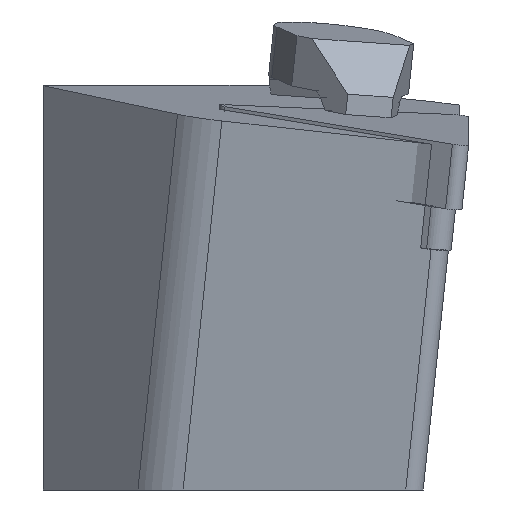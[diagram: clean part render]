
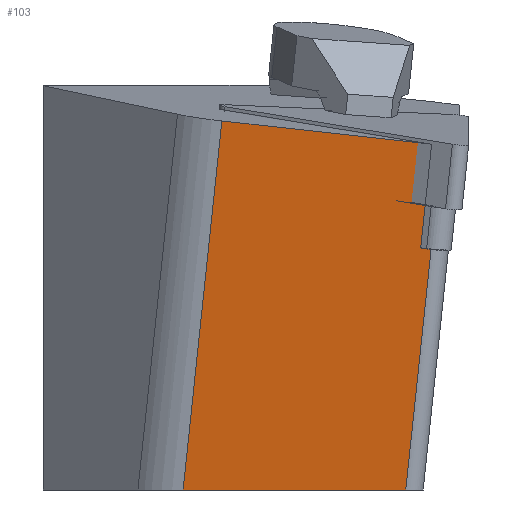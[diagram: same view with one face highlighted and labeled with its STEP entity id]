
A CAD part, left-side view. The second image highlights one B-rep face of the part: STEP entity #103.
In plain terms, the highlighted planar face has unit normal (-0.993, 0.063, -0.098).
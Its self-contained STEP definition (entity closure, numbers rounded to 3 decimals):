
#103=ADVANCED_FACE('',(#190),#152,.F.);
#152=PLANE('',#982);
#190=FACE_OUTER_BOUND('',#241,.T.);
#241=EDGE_LOOP('',(#367,#368,#369,#370,#371,#372,#373));
#367=ORIENTED_EDGE('',*,*,#680,.F.);
#368=ORIENTED_EDGE('',*,*,#681,.T.);
#369=ORIENTED_EDGE('',*,*,#627,.T.);
#370=ORIENTED_EDGE('',*,*,#647,.F.);
#371=ORIENTED_EDGE('',*,*,#682,.T.);
#372=ORIENTED_EDGE('',*,*,#666,.F.);
#373=ORIENTED_EDGE('',*,*,#649,.F.);
#541=VERTEX_POINT('',#1303);
#542=VERTEX_POINT('',#1305);
#558=VERTEX_POINT('',#1343);
#559=VERTEX_POINT('',#1347);
#561=VERTEX_POINT('',#1350);
#569=VERTEX_POINT('',#1372);
#579=VERTEX_POINT('',#1411);
#627=EDGE_CURVE('',#542,#541,#758,.T.);
#647=EDGE_CURVE('',#558,#541,#774,.T.);
#649=EDGE_CURVE('',#559,#561,#775,.T.);
#666=EDGE_CURVE('',#561,#569,#790,.T.);
#680=EDGE_CURVE('',#579,#559,#804,.T.);
#681=EDGE_CURVE('',#579,#542,#805,.T.);
#682=EDGE_CURVE('',#558,#569,#806,.T.);
#758=LINE('',#1304,#860);
#774=LINE('',#1344,#876);
#775=LINE('',#1349,#877);
#790=LINE('',#1382,#892);
#804=LINE('',#1410,#906);
#805=LINE('',#1412,#907);
#806=LINE('',#1413,#908);
#860=VECTOR('',#1042,1.);
#876=VECTOR('',#1072,1.);
#877=VECTOR('',#1077,1.);
#892=VECTOR('',#1102,1.);
#906=VECTOR('',#1134,1.);
#907=VECTOR('',#1135,1.);
#908=VECTOR('',#1136,1.);
#982=AXIS2_PLACEMENT_3D('',#1414,#1137,#1138);
#1042=DIRECTION('',(-0.105,-0.104,0.989));
#1072=DIRECTION('',(-0.052,-0.993,-0.11));
#1077=DIRECTION('',(0.105,0.104,-0.989));
#1102=DIRECTION('',(0.063,0.998,0.));
#1134=DIRECTION('',(-0.052,-0.993,-0.11));
#1135=DIRECTION('',(-0.105,-0.104,0.989));
#1136=DIRECTION('',(0.105,0.104,-0.989));
#1137=DIRECTION('',(0.993,-0.063,0.098));
#1138=DIRECTION('',(0.099,0.,-0.995));
#1303=CARTESIAN_POINT('',(2.062,-28.296,0.199));
#1304=CARTESIAN_POINT('',(-5.356,-35.673,70.389));
#1305=CARTESIAN_POINT('',(2.528,-27.832,-4.212));
#1343=CARTESIAN_POINT('',(2.863,-13.016,1.889));
#1344=CARTESIAN_POINT('',(2.022,-29.053,0.115));
#1347=CARTESIAN_POINT('',(2.821,-28.259,-7.442));
#1349=CARTESIAN_POINT('',(7.217,-23.887,-49.042));
#1350=CARTESIAN_POINT('',(4.676,-26.414,-25.));
#1372=CARTESIAN_POINT('',(5.705,-10.189,-25.));
#1382=CARTESIAN_POINT('',(4.846,-23.736,-25.));
#1410=CARTESIAN_POINT('',(2.821,-28.259,-7.442));
#1411=CARTESIAN_POINT('',(2.86,-27.502,-7.358));
#1412=CARTESIAN_POINT('',(-5.356,-35.673,70.389));
#1413=CARTESIAN_POINT('',(8.058,-7.849,-47.267));
#1414=CARTESIAN_POINT('',(7.217,-23.887,-49.042));
